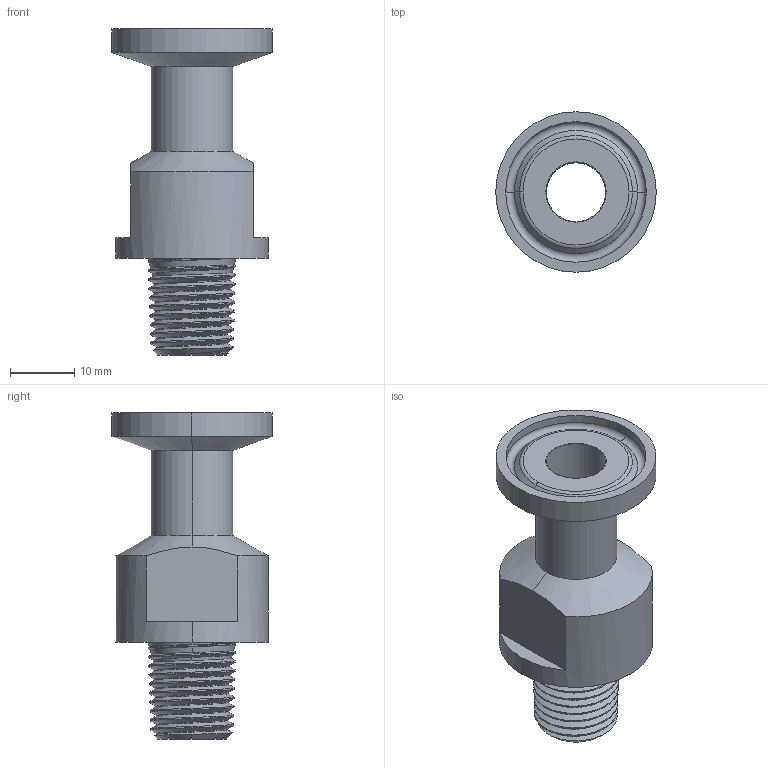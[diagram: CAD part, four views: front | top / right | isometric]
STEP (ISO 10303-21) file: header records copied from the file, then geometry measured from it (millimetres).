
FILE_DESCRIPTION (( 'STEP AP203' ), '1' );
FILE_NAME ('4322K631_High-Polish Quick-Clamp Sanitary Tube Fitting.STEP', '2021-09-07T22:45:57', ( 'Administrator' ), ( 'Managed by Terraform' ), 'SwSTEP 2.0', 'SolidWorks 2017', '' );
FILE_SCHEMA (( 'CONFIG_CONTROL_DESIGN' ));
Length unit declared in the file: inch
Products named in the file (1): 4322K631_High-Polish Quick-Clamp Sanitary Tube Fitting
Bounding box: 24.99 x 24.99 x 50.8 mm (x, y, z)
Volume: 8471.9 mm3; surface area: 5866.8 mm2
Topology: 1 solids, 1 shells, 64 faces, 163 edges, 103 vertices
Faces by surface type: cone 39, cylinder 10, plane 8, torus 4, bspline 3
Entity records: 7821 total; most frequent: CARTESIAN_POINT 6295, ORIENTED_EDGE 326, DIRECTION 265, EDGE_CURVE 163, AXIS2_PLACEMENT_3D 106, VERTEX_POINT 103, EDGE_LOOP 68, B_SPLINE_CURVE_WITH_KNOTS 66
